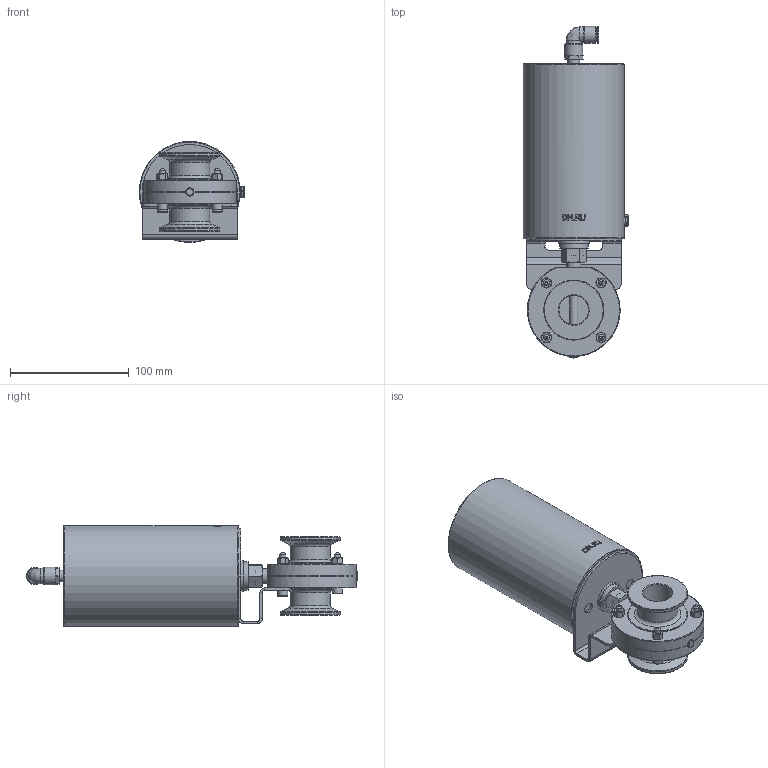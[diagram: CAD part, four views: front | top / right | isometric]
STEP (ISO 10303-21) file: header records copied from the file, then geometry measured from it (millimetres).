
FILE_DESCRIPTION(/* description */ (''),/* implementation_level */ '2;1');
FILE_NAME(/* name */ 'DN25_3D_STEP.stp',/* time_stamp */ '2025-12-25T14:59:30+03:00',/* author */ ('igorr'),/* organization */ (''),/* preprocessor_version */ 'ST-DEVELOPER v20',/* originating_system */ 'Autodesk Inventor 2025',/* authorisation */ '');
FILE_SCHEMA (('AUTOMOTIVE_DESIGN { 1 0 10303 214 3 1 1 }'));
Length unit declared in the file: millimetre
Products named in the file (8): Сборка1; Деталь1; Деталь; Деталь2; ANSI B18.2.4.2M - M12x1,75; AS 1420 - 1973 - M5 x 10; AS 1421 - M5 x 10 засверленный 
конец; ANSI B18.2.4.2M - M5x0,8
Assembly tree (16 placements, depth 2):
  Сборка1
    Деталь1
    Деталь
    Деталь2
    AS 1420 - 1973 - M5 x 10  x4
    ANSI B18.2.4.2M - M12x1,75
    AS 1421 - M5 x 10 засверленный 
конец  x4
    ANSI B18.2.4.2M - M5x0,8  x4
Bounding box: 88.75 x 279.43 x 85 mm (x, y, z)
Volume: 981375.1 mm3; surface area: 120997.7 mm2
Topology: 16 solids, 16 shells, 527 faces, 1243 edges, 769 vertices
Faces by surface type: plane 255, cylinder 107, cone 99, torus 38, bspline 26, sphere 2
Full cylindrical faces by diameter (mm): 4.134 x4, 5 x16, 5.896 x1, 7 x1, 7.534 x1, 8.5 x4, 8.533 x2, 9 x2, 9.73 x1, 10 x1, 10.106 x1, 10.198 x1, 11.437 x1, 12 x1, 13 x2, 14 x2, 14.678 x1, 15 x1, 18 x1, 20 x2, 24 x1, 25 x2, 26 x1, 33.674 x2, 50.5 x4, 76 x1, 82 x1, 85 x1
Entity records: 12347 total; most frequent: CARTESIAN_POINT 3329, DIRECTION 1811, ORIENTED_EDGE 1726, EDGE_CURVE 863, AXIS2_PLACEMENT_3D 726, VERTEX_POINT 544, EDGE_LOOP 417, CIRCLE 360
